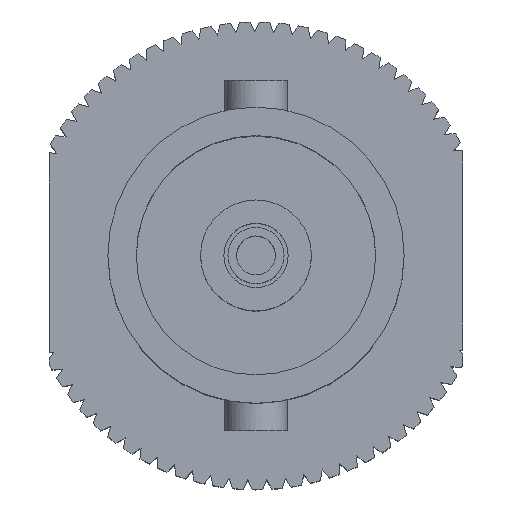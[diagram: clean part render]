
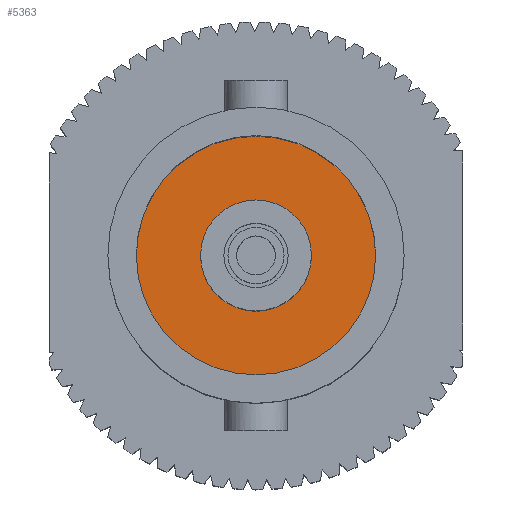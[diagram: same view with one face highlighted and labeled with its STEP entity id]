
A CAD part, top view. The second image highlights one B-rep face of the part: STEP entity #5363.
In plain terms, the highlighted planar face has unit normal (0, 0, 1).
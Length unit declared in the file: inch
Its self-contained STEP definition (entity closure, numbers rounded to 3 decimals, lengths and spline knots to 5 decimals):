
#1031=PLANE('',#5848);
#1297=FACE_BOUND('',#1918,.T.);
#1454=FACE_OUTER_BOUND('',#1917,.T.);
#1917=EDGE_LOOP('',(#3848));
#1918=EDGE_LOOP('',(#3849));
#2256=CIRCLE('',#5849,0.15349);
#2257=CIRCLE('',#5850,0.07113);
#2515=VERTEX_POINT('',#8196);
#2516=VERTEX_POINT('',#8198);
#3018=EDGE_CURVE('',#2515,#2515,#2256,.T.);
#3019=EDGE_CURVE('',#2516,#2516,#2257,.T.);
#3848=ORIENTED_EDGE('',*,*,#3018,.T.);
#3849=ORIENTED_EDGE('',*,*,#3019,.F.);
#5363=ADVANCED_FACE('',(#1454,#1297),#1031,.F.);
#5848=AXIS2_PLACEMENT_3D('',#8195,#6738,#6739);
#5849=AXIS2_PLACEMENT_3D('',#8197,#6740,#6741);
#5850=AXIS2_PLACEMENT_3D('',#8199,#6742,#6743);
#6738=DIRECTION('center_axis',(0.,0.,
-1.));
#6739=DIRECTION('ref_axis',(-1.,0.,0.));
#6740=DIRECTION('center_axis',(0.,0.,
1.));
#6741=DIRECTION('ref_axis',(-1.,0.,0.));
#6742=DIRECTION('center_axis',(0.,0.,
1.));
#6743=DIRECTION('ref_axis',(-1.,0.,0.));
#8195=CARTESIAN_POINT('Origin',(0.,0.,
0.58));
#8196=CARTESIAN_POINT('',(0.15349,0.,0.58));
#8197=CARTESIAN_POINT('Origin',(0.,0.,
0.58));
#8198=CARTESIAN_POINT('',(0.07113,0.,0.58));
#8199=CARTESIAN_POINT('Origin',(0.,0.,
0.58));
